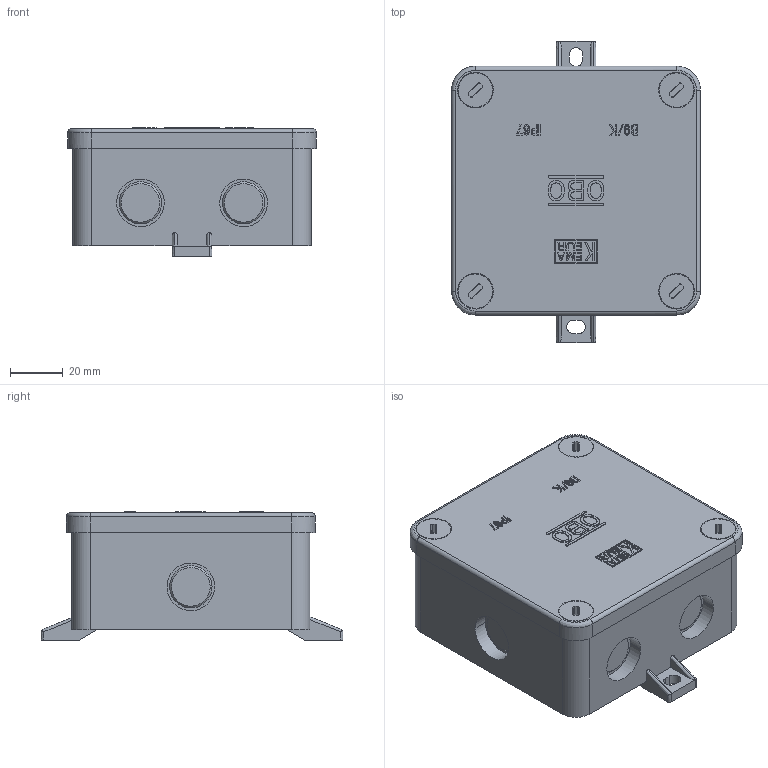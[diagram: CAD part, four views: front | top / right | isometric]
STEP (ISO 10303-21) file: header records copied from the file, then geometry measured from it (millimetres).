
FILE_DESCRIPTION(/* description */ (''),/* implementation_level */ '2;1');
FILE_NAME(/* name */ '2001942',/* time_stamp */ '2015-03-18T11:51:34+01:00',/* author */ (''),/* organization */ (''),/* preprocessor_version */ 'ST-DEVELOPER v15',/* originating_system */ '',/* authorisation */ '');
FILE_SCHEMA (('CONFIG_CONTROL_DESIGN'));
Length unit declared in the file: millimetre
Products named in the file (2): Document; Block 02
Assembly tree (1 placements, depth 2):
  Document
    Block 02
Bounding box: 94 x 114 x 48.42 mm (x, y, z)
Volume: 107601.1 mm3; surface area: 72715.5 mm2
Topology: 6 solids, 6 shells, 878 faces, 2345 edges, 1542 vertices
Faces by surface type: plane 627, bspline 251
Entity records: 29957 total; most frequent: CARTESIAN_POINT 14670, ORIENTED_EDGE 4690, EDGE_CURVE 2345, B_SPLINE_CURVE_WITH_KNOTS 1847, VERTEX_POINT 1542, EDGE_LOOP 953, ADVANCED_FACE 878, FACE_OUTER_BOUND 878
